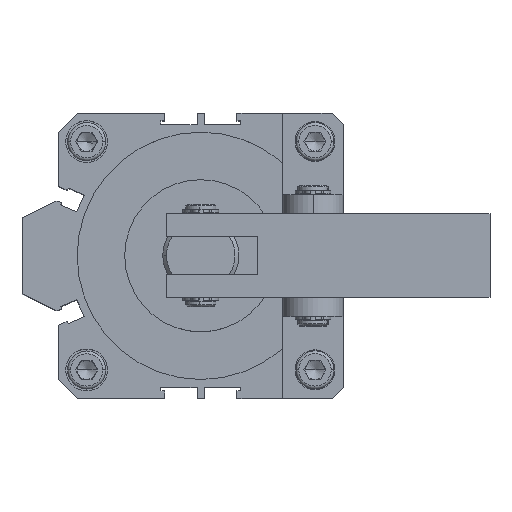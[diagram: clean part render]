
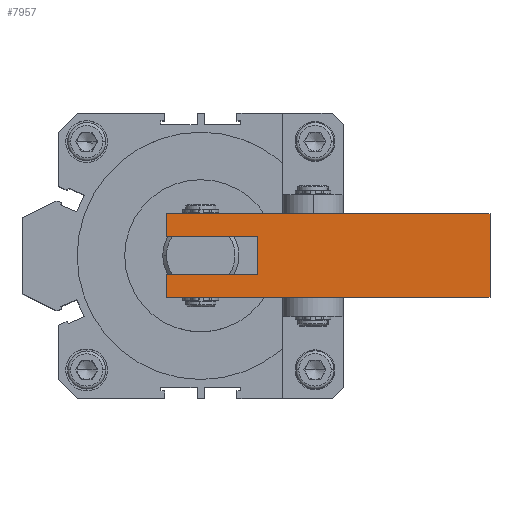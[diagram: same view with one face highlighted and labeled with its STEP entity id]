
A CAD part, top view. The second image highlights one B-rep face of the part: STEP entity #7957.
In plain terms, the highlighted planar face has unit normal (0, 0, 1).
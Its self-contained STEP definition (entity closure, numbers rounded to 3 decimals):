
#284 = CARTESIAN_POINT ( 'NONE',  ( 0., 0., 22. ) ) ;
#286 = PLANE ( 'NONE',  #9376 ) ;
#299 = VERTEX_POINT ( 'NONE', #3553 ) ;
#306 = VERTEX_POINT ( 'NONE', #3561 ) ;
#637 = VERTEX_POINT ( 'NONE', #5982 ) ;
#638 = VERTEX_POINT ( 'NONE', #5983 ) ;
#639 = VERTEX_POINT ( 'NONE', #5984 ) ;
#640 = VERTEX_POINT ( 'NONE', #5985 ) ;
#641 = VERTEX_POINT ( 'NONE', #5986 ) ;
#1017 = ORIENTED_EDGE ( 'NONE', *, *, #9093, .T. ) ;
#1018 = ORIENTED_EDGE ( 'NONE', *, *, #9086, .T. ) ;
#1019 = ORIENTED_EDGE ( 'NONE', *, *, #9083, .T. ) ;
#1020 = ORIENTED_EDGE ( 'NONE', *, *, #9078, .T. ) ;
#1021 = ORIENTED_EDGE ( 'NONE', *, *, #1884, .T. ) ;
#1022 = ORIENTED_EDGE ( 'NONE', *, *, #1883, .T. ) ;
#1023 = ORIENTED_EDGE ( 'NONE', *, *, #1865, .T. ) ;
#1024 = ORIENTED_EDGE ( 'NONE', *, *, #1882, .T. ) ;
#1865 = EDGE_CURVE ( 'NONE', #299, #306, #5706, .T. ) ;
#1882 = EDGE_CURVE ( 'NONE', #306, #640, #5678, .T. ) ;
#1883 = EDGE_CURVE ( 'NONE', #638, #299, #5673, .T. ) ;
#1884 = EDGE_CURVE ( 'NONE', #639, #638, #5671, .T. ) ;
#3553 = CARTESIAN_POINT ( 'NONE',  ( -42.5, -5., 22. ) ) ;
#3561 = CARTESIAN_POINT ( 'NONE',  ( -42.5, -11., 22. ) ) ;
#4318 = FACE_OUTER_BOUND ( 'NONE', #7575, .T. ) ;
#4596 = LINE ( 'NONE', #9666, #4611 ) ;
#4611 = VECTOR ( 'NONE', #9672, 1000. ) ;
#4614 = LINE ( 'NONE', #9681, #4620 ) ;
#4618 = LINE ( 'NONE', #9679, #4626 ) ;
#4620 = VECTOR ( 'NONE', #9676, 1000. ) ;
#4626 = VECTOR ( 'NONE', #9689, 1000. ) ;
#4634 = LINE ( 'NONE', #9699, #4638 ) ;
#4638 = VECTOR ( 'NONE', #9705, 1000. ) ;
#5668 = VECTOR ( 'NONE', #9603, 1000. ) ;
#5670 = VECTOR ( 'NONE', #9601, 1000. ) ;
#5671 = LINE ( 'NONE', #9602, #5668 ) ;
#5672 = VECTOR ( 'NONE', #9592, 1000. ) ;
#5673 = LINE ( 'NONE', #9600, #5670 ) ;
#5678 = LINE ( 'NONE', #9596, #5672 ) ;
#5700 = VECTOR ( 'NONE', #9557, 1000. ) ;
#5706 = LINE ( 'NONE', #9538, #5700 ) ;
#5982 = CARTESIAN_POINT ( 'NONE',  ( -42.5, 11., 22. ) ) ;
#5983 = CARTESIAN_POINT ( 'NONE',  ( -18.5, -5., 22. ) ) ;
#5984 = CARTESIAN_POINT ( 'NONE',  ( -18.5, 5., 22. ) ) ;
#5985 = CARTESIAN_POINT ( 'NONE',  ( 42.5, -11., 22. ) ) ;
#5986 = CARTESIAN_POINT ( 'NONE',  ( -42.5, 5., 22. ) ) ;
#6120 = CARTESIAN_POINT ( 'NONE',  ( 42.5, 11., 22. ) ) ;
#7575 = EDGE_LOOP ( 'NONE', ( #1017, #1018, #1019, #1020, #1021, #1022, #1023, #1024 ) ) ;
#7957 = ADVANCED_FACE ( 'NONE', ( #4318 ), #286, .F. ) ;
#9078 = EDGE_CURVE ( 'NONE', #641, #639, #4596, .T. ) ;
#9083 = EDGE_CURVE ( 'NONE', #637, #641, #4614, .T. ) ;
#9086 = EDGE_CURVE ( 'NONE', #10553, #637, #4618, .T. ) ;
#9093 = EDGE_CURVE ( 'NONE', #640, #10553, #4634, .T. ) ;
#9376 = AXIS2_PLACEMENT_3D ( 'NONE', #284, #11631, #11632 ) ;
#9538 = CARTESIAN_POINT ( 'NONE',  ( -42.5, -11., 22. ) ) ;
#9557 = DIRECTION ( 'NONE',  ( 0., -1., 0. ) ) ;
#9592 = DIRECTION ( 'NONE',  ( 1., 0., 0. ) ) ;
#9596 = CARTESIAN_POINT ( 'NONE',  ( -42.5, -11., 22. ) ) ;
#9600 = CARTESIAN_POINT ( 'NONE',  ( -42.5, -5., 22. ) ) ;
#9601 = DIRECTION ( 'NONE',  ( -1., 0., 0. ) ) ;
#9602 = CARTESIAN_POINT ( 'NONE',  ( -18.5, 5., 22. ) ) ;
#9603 = DIRECTION ( 'NONE',  ( 0., -1., 0. ) ) ;
#9666 = CARTESIAN_POINT ( 'NONE',  ( -42.5, 5., 22. ) ) ;
#9672 = DIRECTION ( 'NONE',  ( 1., 0., 0. ) ) ;
#9676 = DIRECTION ( 'NONE',  ( 0., -1., 0. ) ) ;
#9679 = CARTESIAN_POINT ( 'NONE',  ( -42.5, 11., 22. ) ) ;
#9681 = CARTESIAN_POINT ( 'NONE',  ( -42.5, 5., 22. ) ) ;
#9689 = DIRECTION ( 'NONE',  ( -1., 0., 0. ) ) ;
#9699 = CARTESIAN_POINT ( 'NONE',  ( 42.5, -11., 22. ) ) ;
#9705 = DIRECTION ( 'NONE',  ( 0., 1., 0. ) ) ;
#10553 = VERTEX_POINT ( 'NONE', #6120 ) ;
#11631 = DIRECTION ( 'NONE',  ( 0., 0., -1. ) ) ;
#11632 = DIRECTION ( 'NONE',  ( -1., 0., 0. ) ) ;
